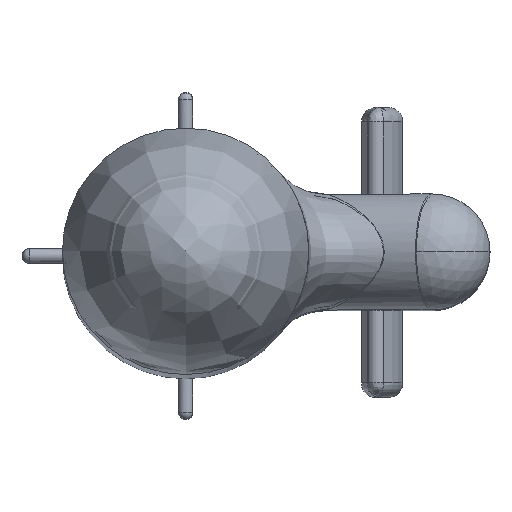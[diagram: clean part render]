
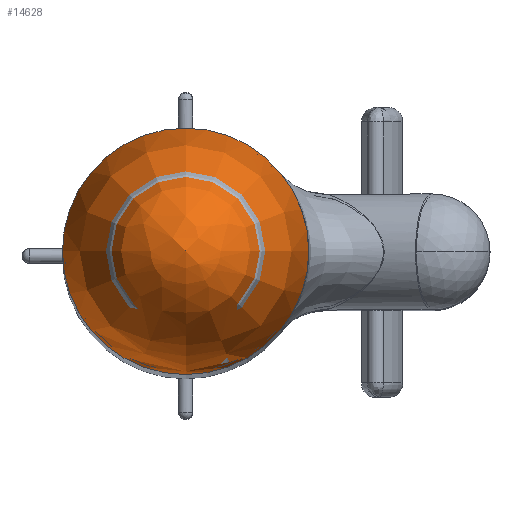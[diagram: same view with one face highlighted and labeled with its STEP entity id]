
A CAD part, top view. The second image highlights one B-rep face of the part: STEP entity #14628.
In plain terms, the highlighted free-form (B-spline) face has degree [3, 2] with [4, 9] control points.
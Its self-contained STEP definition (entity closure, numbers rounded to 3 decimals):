
#4700 = EDGE_CURVE('',#4701,#4703,#4705,.T.);
#4701 = VERTEX_POINT('',#4702);
#4702 = CARTESIAN_POINT('',(0.,-42.5,850.));
#4703 = VERTEX_POINT('',#4704);
#4704 = CARTESIAN_POINT('',(-42.5,0.,850.));
#4705 = CIRCLE('',#4706,42.5);
#4706 = AXIS2_PLACEMENT_3D('',#4707,#4708,#4709);
#4707 = CARTESIAN_POINT('',(0.,0.,850.));
#4708 = DIRECTION('',(0.,0.,1.));
#4709 = DIRECTION('',(1.,0.,-0.));
#4711 = EDGE_CURVE('',#4703,#4701,#4712,.T.);
#4712 = CIRCLE('',#4713,42.5);
#4713 = AXIS2_PLACEMENT_3D('',#4714,#4715,#4716);
#4714 = CARTESIAN_POINT('',(0.,0.,850.));
#4715 = DIRECTION('',(0.,0.,1.));
#4716 = DIRECTION('',(1.,0.,-0.));
#14628 = ADVANCED_FACE('',(#14629),#14643,.T.);
#14629 = FACE_BOUND('',#14630,.T.);
#14630 = EDGE_LOOP('',(#14631,#14640,#14641,#14642));
#14631 = ORIENTED_EDGE('',*,*,#14632,.F.);
#14632 = EDGE_CURVE('',#14633,#4701,#14635,.T.);
#14633 = VERTEX_POINT('',#14634);
#14634 = CARTESIAN_POINT('',(0.,0.,920.));
#14635 = B_SPLINE_CURVE_WITH_KNOTS('',3,(#14636,#14637,#14638,#14639),
  .UNSPECIFIED.,.F.,.F.,(4,4),(0.,1.),.PIECEWISE_BEZIER_KNOTS.);
#14636 = CARTESIAN_POINT('',(0.,0.,920.));
#14637 = CARTESIAN_POINT('',(0.,-26.088,915.768));
#14638 = CARTESIAN_POINT('',(0.,-40.869,885.1));
#14639 = CARTESIAN_POINT('',(0.,-42.5,850.));
#14640 = ORIENTED_EDGE('',*,*,#14632,.T.);
#14641 = ORIENTED_EDGE('',*,*,#4700,.T.);
#14642 = ORIENTED_EDGE('',*,*,#4711,.T.);
#14643 = ( BOUNDED_SURFACE() B_SPLINE_SURFACE(3,2,(
    (#14644,#14645,#14646,#14647,#14648,#14649,#14650,#14651,#14652)
    ,(#14653,#14654,#14655,#14656,#14657,#14658,#14659,#14660,#14661)
    ,(#14662,#14663,#14664,#14665,#14666,#14667,#14668,#14669,#14670)
    ,(#14671,#14672,#14673,#14674,#14675,#14676,#14677,#14678,#14679
)),.UNSPECIFIED.,.F.,.T.,.F.) B_SPLINE_SURFACE_WITH_KNOTS((4,4),(1,2,2,2
    ,2,2,1),(-1.,0.),(-1.571,0.,1.571,3.142,
    4.712,6.283,7.854),.UNSPECIFIED.) 
GEOMETRIC_REPRESENTATION_ITEM() RATIONAL_B_SPLINE_SURFACE((
    (1.,0.707,1.,0.707,1.,0.707,1.
      ,0.707,1.)
    ,(1.,0.707,1.,0.707,1.,0.707,1.
      ,0.707,1.)
    ,(1.,0.707,1.,0.707,1.,0.707,1.
      ,0.707,1.)
    ,(1.,0.707,1.,0.707,1.,0.707,1.
,0.707,1.))) REPRESENTATION_ITEM('') SURFACE() );
#14644 = CARTESIAN_POINT('',(0.,-42.5,850.));
#14645 = CARTESIAN_POINT('',(-42.5,-42.5,850.));
#14646 = CARTESIAN_POINT('',(-42.5,0.,850.));
#14647 = CARTESIAN_POINT('',(-42.5,42.5,850.));
#14648 = CARTESIAN_POINT('',(0.,42.5,850.));
#14649 = CARTESIAN_POINT('',(42.5,42.5,850.));
#14650 = CARTESIAN_POINT('',(42.5,0.,850.));
#14651 = CARTESIAN_POINT('',(42.5,-42.5,850.));
#14652 = CARTESIAN_POINT('',(0.,-42.5,850.));
#14653 = CARTESIAN_POINT('',(0.,-40.869,885.1));
#14654 = CARTESIAN_POINT('',(-40.869,-40.869,
    885.1));
#14655 = CARTESIAN_POINT('',(-40.869,0.,
    885.1));
#14656 = CARTESIAN_POINT('',(-40.869,40.869,
    885.1));
#14657 = CARTESIAN_POINT('',(0.,40.869,885.1));
#14658 = CARTESIAN_POINT('',(40.869,40.869,
    885.1));
#14659 = CARTESIAN_POINT('',(40.869,0.,
    885.1));
#14660 = CARTESIAN_POINT('',(40.869,-40.869,
    885.1));
#14661 = CARTESIAN_POINT('',(0.,-40.869,885.1));
#14662 = CARTESIAN_POINT('',(0.,-26.088,915.768));
#14663 = CARTESIAN_POINT('',(-26.088,-26.088,
    915.768));
#14664 = CARTESIAN_POINT('',(-26.088,0.,
    915.768));
#14665 = CARTESIAN_POINT('',(-26.088,26.088,
    915.768));
#14666 = CARTESIAN_POINT('',(0.,26.088,915.768));
#14667 = CARTESIAN_POINT('',(26.088,26.088,
    915.768));
#14668 = CARTESIAN_POINT('',(26.088,0.,
    915.768));
#14669 = CARTESIAN_POINT('',(26.088,-26.088,
    915.768));
#14670 = CARTESIAN_POINT('',(0.,-26.088,915.768));
#14671 = CARTESIAN_POINT('',(0.,0.,920.));
#14672 = CARTESIAN_POINT('',(0.,0.,920.
    ));
#14673 = CARTESIAN_POINT('',(0.,0.,920.)
  );
#14674 = CARTESIAN_POINT('',(0.,0.,920.
    ));
#14675 = CARTESIAN_POINT('',(0.,0.,920.));
#14676 = CARTESIAN_POINT('',(0.,0.,
    920.));
#14677 = CARTESIAN_POINT('',(0.,0.,920.)
  );
#14678 = CARTESIAN_POINT('',(0.,0.,
    920.));
#14679 = CARTESIAN_POINT('',(0.,0.,920.));
